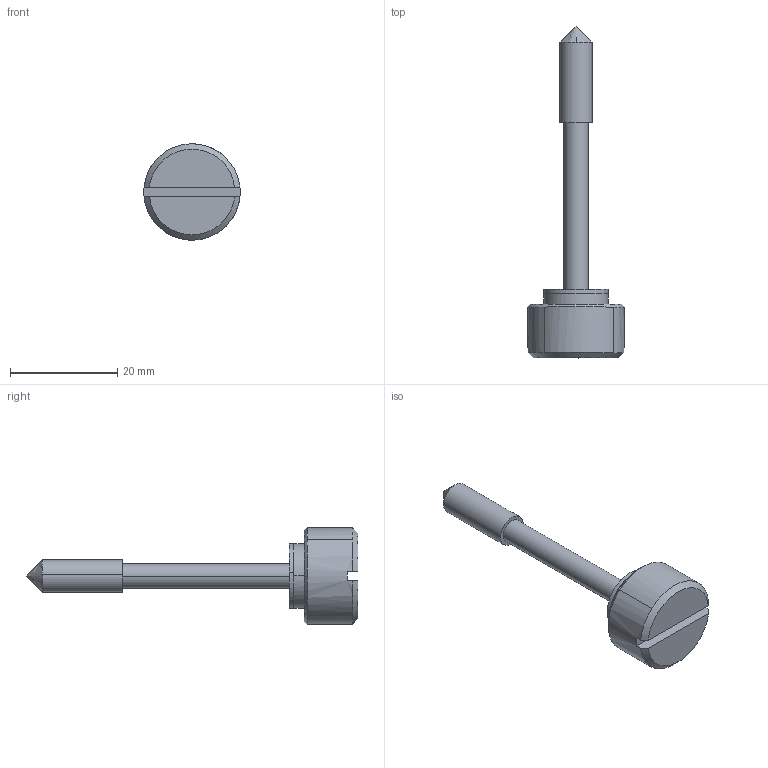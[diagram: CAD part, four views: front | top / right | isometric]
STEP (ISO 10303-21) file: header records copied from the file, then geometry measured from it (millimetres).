
FILE_DESCRIPTION((''),'2;1');
FILE_NAME('','2005-07-15T13:47:14',(''),(''),'','CADfix','');
FILE_SCHEMA(('AUTOMOTIVE_DESIGN'));
Length unit declared in the file: millimetre
Products named in the file (3): washer; knob; TL_112_650_9193_36
Assembly tree (2 placements, depth 2):
  TL_112_650_9193_36
    washer
    knob
Bounding box: 18 x 62 x 18 mm (x, y, z)
Volume: 3712.8 mm3; surface area: 2155.2 mm2
Topology: 2 solids, 2 shells, 42 faces, 126 edges, 89 vertices
Faces by surface type: bspline 42
Entity records: 1553 total; most frequent: CARTESIAN_POINT 802, ORIENTED_EDGE 248, EDGE_CURVE 124, VERTEX_POINT 89, QUASI_UNIFORM_CURVE 54, EDGE_LOOP 47, FACE_OUTER_BOUND 42, ADVANCED_FACE 42
